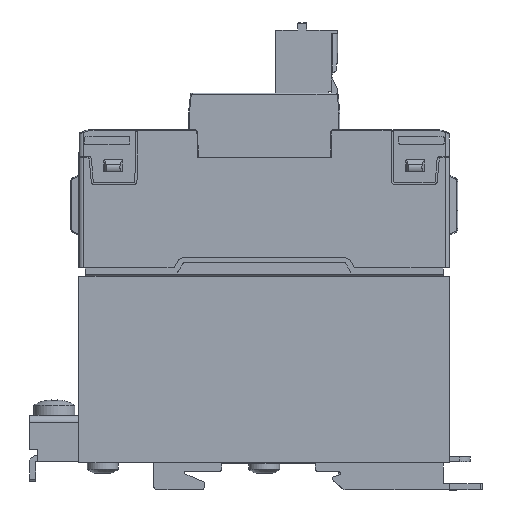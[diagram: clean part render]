
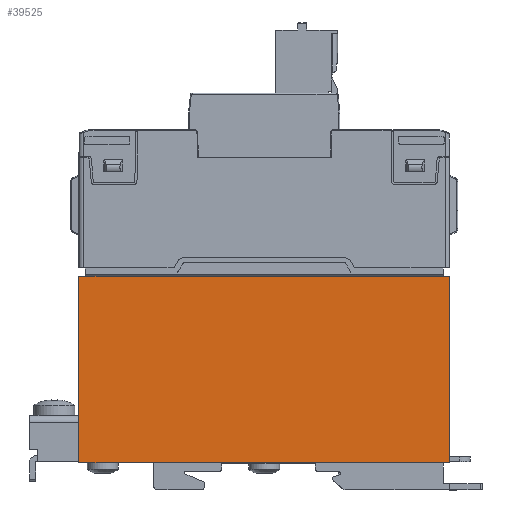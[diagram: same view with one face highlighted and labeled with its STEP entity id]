
A CAD part, left-side view. The second image highlights one B-rep face of the part: STEP entity #39525.
In plain terms, the highlighted planar face has unit normal (-1, 0, 0).
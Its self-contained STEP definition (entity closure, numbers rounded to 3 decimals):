
#36022=CARTESIAN_POINT('',(-8.85,45.,12.309));
#36023=VERTEX_POINT('',#36022);
#36024=CARTESIAN_POINT('',(-8.85,45.,2.4));
#36025=VERTEX_POINT('',#36024);
#36026=CARTESIAN_POINT('',(-8.85,45.,12.309));
#36027=DIRECTION('',(0.,0.0,-1.0));
#36028=VECTOR('',#36027,9.909);
#36029=LINE('',#36026,#36028);
#36030=EDGE_CURVE('',#36023,#36025,#36029,.T.);
#38787=CARTESIAN_POINT('',(-8.85,45.,2.1));
#38788=VERTEX_POINT('',#38787);
#38795=CARTESIAN_POINT('',(-8.85,45.,2.4));
#38796=DIRECTION('',(0.,0.0,-1.0));
#38797=VECTOR('',#38796,0.3);
#38798=LINE('',#38795,#38797);
#38799=EDGE_CURVE('',#36025,#38788,#38798,.T.);
#38939=CARTESIAN_POINT('',(-8.85,45.,47.4));
#38940=VERTEX_POINT('',#38939);
#38941=CARTESIAN_POINT('',(-8.85,45.,47.4));
#38942=DIRECTION('',(0.,0.0,-1.0));
#38943=VECTOR('',#38942,35.091);
#38944=LINE('',#38941,#38943);
#38945=EDGE_CURVE('',#38940,#36023,#38944,.T.);
#39493=CARTESIAN_POINT('',(-8.85,-45.,47.4));
#39494=DIRECTION('',(-1.0,0.,0.));
#39495=DIRECTION('',(0.0,-1.0,0.0));
#39496=AXIS2_PLACEMENT_3D('',#39493,#39494,#39495);
#39497=PLANE('',#39496);
#39498=ORIENTED_EDGE('',*,*,#38945,.T.);
#39499=ORIENTED_EDGE('',*,*,#36030,.T.);
#39500=ORIENTED_EDGE('',*,*,#38799,.T.);
#39501=CARTESIAN_POINT('',(-8.85,-45.,2.1));
#39502=VERTEX_POINT('',#39501);
#39503=CARTESIAN_POINT('',(-8.85,-45.,2.1));
#39504=DIRECTION('',(0.0,1.0,0.0));
#39505=VECTOR('',#39504,90.0);
#39506=LINE('',#39503,#39505);
#39507=EDGE_CURVE('',#39502,#38788,#39506,.T.);
#39508=ORIENTED_EDGE('',*,*,#39507,.F.);
#39509=CARTESIAN_POINT('',(-8.85,-45.,47.4));
#39510=VERTEX_POINT('',#39509);
#39511=CARTESIAN_POINT('',(-8.85,-45.,2.1));
#39512=DIRECTION('',(0.,0.0,1.0));
#39513=VECTOR('',#39512,45.3);
#39514=LINE('',#39511,#39513);
#39515=EDGE_CURVE('',#39502,#39510,#39514,.T.);
#39516=ORIENTED_EDGE('',*,*,#39515,.T.);
#39517=CARTESIAN_POINT('',(-8.85,-45.,47.4));
#39518=DIRECTION('',(0.0,1.0,0.0));
#39519=VECTOR('',#39518,90.0);
#39520=LINE('',#39517,#39519);
#39521=EDGE_CURVE('',#39510,#38940,#39520,.T.);
#39522=ORIENTED_EDGE('',*,*,#39521,.T.);
#39523=EDGE_LOOP('',(#39498,#39499,#39500,#39508,#39516,#39522));
#39524=FACE_OUTER_BOUND('',#39523,.T.);
#39525=ADVANCED_FACE('',(#39524),#39497,.T.);
